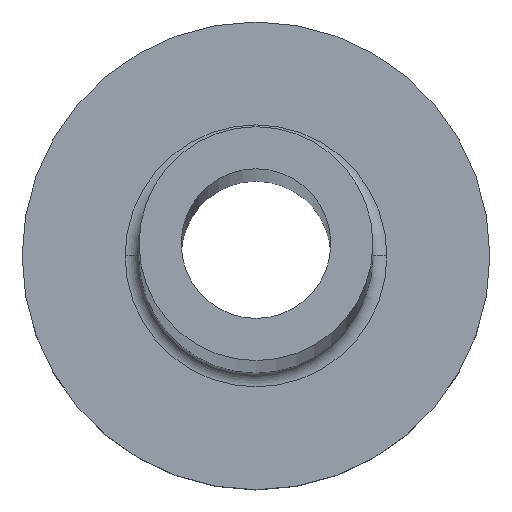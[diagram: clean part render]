
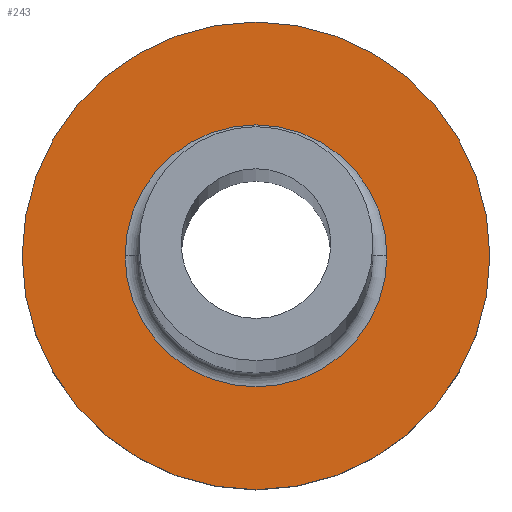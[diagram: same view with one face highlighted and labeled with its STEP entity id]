
A CAD part, top view. The second image highlights one B-rep face of the part: STEP entity #243.
In plain terms, the highlighted planar face has unit normal (0, 0, 1).
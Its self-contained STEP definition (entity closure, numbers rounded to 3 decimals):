
#9 = CARTESIAN_POINT ( 'NONE',  ( 0., 0., 3. ) ) ;
#10 = AXIS2_PLACEMENT_3D ( 'NONE', #9, #123, #218 ) ;
#17 = CIRCLE ( 'NONE', #273, 2.8 ) ;
#20 = VERTEX_POINT ( 'NONE', #170 ) ;
#39 = EDGE_LOOP ( 'NONE', ( #325, #150 ) ) ;
#65 = CARTESIAN_POINT ( 'NONE',  ( 0., 0., 3. ) ) ;
#69 = EDGE_LOOP ( 'NONE', ( #367, #220 ) ) ;
#79 = CARTESIAN_POINT ( 'NONE',  ( 0., 0., 3. ) ) ;
#86 = EDGE_CURVE ( 'NONE', #297, #125, #17, .T. ) ;
#109 = CARTESIAN_POINT ( 'NONE',  ( 2.8, 0., 3. ) ) ;
#123 = DIRECTION ( 'NONE',  ( 0., 0., 1. ) ) ;
#125 = VERTEX_POINT ( 'NONE', #109 ) ;
#136 = DIRECTION ( 'NONE',  ( 1., 0., 0. ) ) ;
#150 = ORIENTED_EDGE ( 'NONE', *, *, #354, .T. ) ;
#160 = CARTESIAN_POINT ( 'NONE',  ( 5., 0., 3. ) ) ;
#170 = CARTESIAN_POINT ( 'NONE',  ( -5., 0., 3. ) ) ;
#176 = DIRECTION ( 'NONE',  ( 0., 0., -1. ) ) ;
#179 = CIRCLE ( 'NONE', #10, 5. ) ;
#186 = FACE_OUTER_BOUND ( 'NONE', #39, .T. ) ;
#203 = AXIS2_PLACEMENT_3D ( 'NONE', #340, #366, #136 ) ;
#215 = PLANE ( 'NONE',  #339 ) ;
#217 = DIRECTION ( 'NONE',  ( 0., 0., 1. ) ) ;
#218 = DIRECTION ( 'NONE',  ( 1., 0., 0. ) ) ;
#220 = ORIENTED_EDGE ( 'NONE', *, *, #86, .T. ) ;
#238 = DIRECTION ( 'NONE',  ( 1., 0., 0. ) ) ;
#243 = ADVANCED_FACE ( 'NONE', ( #299, #186 ), #215, .T. ) ;
#264 = CIRCLE ( 'NONE', #313, 2.8 ) ;
#273 = AXIS2_PLACEMENT_3D ( 'NONE', #378, #176, #238 ) ;
#297 = VERTEX_POINT ( 'NONE', #353 ) ;
#299 = FACE_BOUND ( 'NONE', #69, .T. ) ;
#303 = EDGE_CURVE ( 'NONE', #20, #359, #179, .T. ) ;
#310 = DIRECTION ( 'NONE',  ( 0., 0., -1. ) ) ;
#313 = AXIS2_PLACEMENT_3D ( 'NONE', #79, #310, #362 ) ;
#320 = EDGE_CURVE ( 'NONE', #125, #297, #264, .T. ) ;
#325 = ORIENTED_EDGE ( 'NONE', *, *, #303, .T. ) ;
#339 = AXIS2_PLACEMENT_3D ( 'NONE', #65, #217, #360 ) ;
#340 = CARTESIAN_POINT ( 'NONE',  ( 0., 0., 3. ) ) ;
#353 = CARTESIAN_POINT ( 'NONE',  ( -2.8, 0., 3. ) ) ;
#354 = EDGE_CURVE ( 'NONE', #359, #20, #364, .T. ) ;
#359 = VERTEX_POINT ( 'NONE', #160 ) ;
#360 = DIRECTION ( 'NONE',  ( 1., 0., 0. ) ) ;
#362 = DIRECTION ( 'NONE',  ( 1., 0., 0. ) ) ;
#364 = CIRCLE ( 'NONE', #203, 5. ) ;
#366 = DIRECTION ( 'NONE',  ( 0., 0., 1. ) ) ;
#367 = ORIENTED_EDGE ( 'NONE', *, *, #320, .T. ) ;
#378 = CARTESIAN_POINT ( 'NONE',  ( 0., 0., 3. ) ) ;
